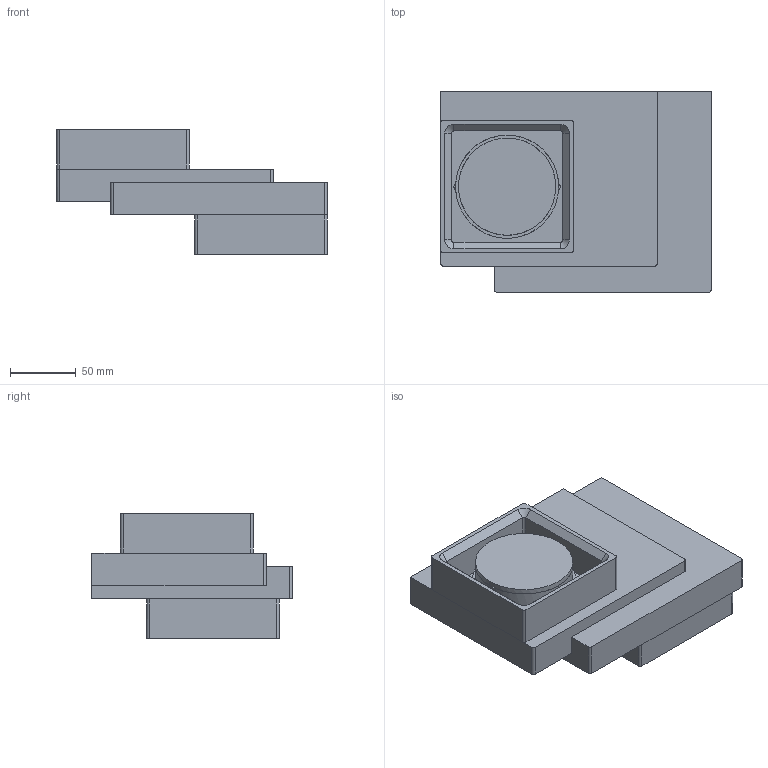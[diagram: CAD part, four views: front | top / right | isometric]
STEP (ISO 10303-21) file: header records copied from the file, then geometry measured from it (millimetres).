
FILE_DESCRIPTION(/* description */ (''),/* implementation_level */ '2;1');
FILE_NAME(/* name */ 'T380_S~1',/* time_stamp */ '2022-03-25T14:48:44+01:00',/* author */ (''),/* organization */ (''),/* preprocessor_version */ 'ST-DEVELOPER v16.5',/* originating_system */ '',/* authorisation */ '');
FILE_SCHEMA (('AUTOMOTIVE_DESIGN'));
Length unit declared in the file: millimetre
Products named in the file (1): Document
Bounding box: 206 x 153 x 95 mm (x, y, z)
Volume: 238988.8 mm3; surface area: 273907.7 mm2
Topology: 20 solids, 21 shells, 448 faces, 1066 edges, 696 vertices
Faces by surface type: bspline 266, plane 182
Entity records: 14020 total; most frequent: CARTESIAN_POINT 7373, ORIENTED_EDGE 2120, EDGE_CURVE 1066, VERTEX_POINT 696, EDGE_LOOP 556, ADVANCED_FACE 448, FACE_OUTER_BOUND 448, B_SPLINE_CURVE_WITH_KNOTS 392
